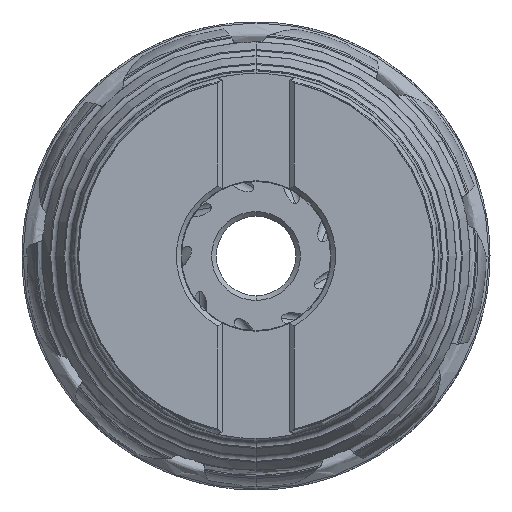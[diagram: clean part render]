
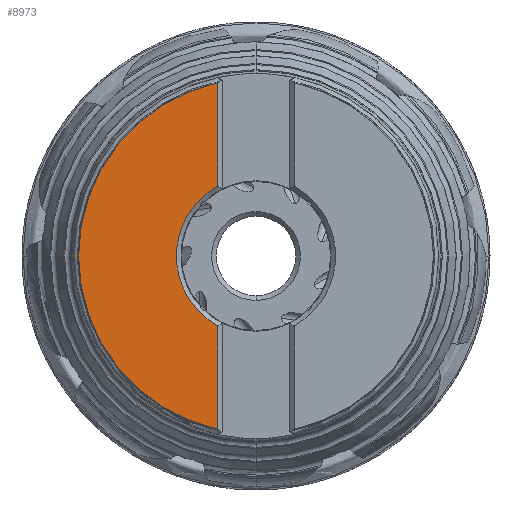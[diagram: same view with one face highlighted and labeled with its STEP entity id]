
A CAD part, left-side view. The second image highlights one B-rep face of the part: STEP entity #8973.
In plain terms, the highlighted planar face has unit normal (-1, 0, 0).
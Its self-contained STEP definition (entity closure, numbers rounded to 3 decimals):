
#234 = DIRECTION ( 'NONE',  ( 0., 0., -1. ) ) ;
#245 = VERTEX_POINT ( 'NONE', #9554 ) ;
#1015 = LINE ( 'NONE', #2748, #14806 ) ;
#1658 = FACE_OUTER_BOUND ( 'NONE', #6261, .T. ) ;
#1726 = ORIENTED_EDGE ( 'NONE', *, *, #23186, .F. ) ;
#2237 = VERTEX_POINT ( 'NONE', #17358 ) ;
#2516 = DIRECTION ( 'NONE',  ( 0., 0., -1. ) ) ;
#2748 = CARTESIAN_POINT ( 'NONE',  ( -49.2, 8.15, -40. ) ) ;
#2921 = AXIS2_PLACEMENT_3D ( 'NONE', #3432, #16735, #3518 ) ;
#3422 = PLANE ( 'NONE',  #11810 ) ;
#3432 = CARTESIAN_POINT ( 'NONE',  ( -49.2, 0., 0. ) ) ;
#3518 = DIRECTION ( 'NONE',  ( 0., 0., -1. ) ) ;
#4662 = ORIENTED_EDGE ( 'NONE', *, *, #24398, .F. ) ;
#5085 = CARTESIAN_POINT ( 'NONE',  ( -49.2, 0., 0. ) ) ;
#6147 = AXIS2_PLACEMENT_3D ( 'NONE', #5085, #11356, #2516 ) ;
#6261 = EDGE_LOOP ( 'NONE', ( #17468, #6469, #1726, #4662 ) ) ;
#6469 = ORIENTED_EDGE ( 'NONE', *, *, #7173, .F. ) ;
#7127 = CARTESIAN_POINT ( 'NONE',  ( -49.2, 8.15, -40. ) ) ;
#7173 = EDGE_CURVE ( 'NONE', #2237, #24068, #1015, .T. ) ;
#7350 = CARTESIAN_POINT ( 'NONE',  ( -49.2, 8.15, -37.034 ) ) ;
#7374 = CARTESIAN_POINT ( 'NONE',  ( -49.2, 0., 0. ) ) ;
#7785 = VECTOR ( 'NONE', #234, 1000. ) ;
#8812 = CARTESIAN_POINT ( 'NONE',  ( -49.2, 8.15, 14.948 ) ) ;
#8973 = ADVANCED_FACE ( 'NONE', ( #1658 ), #3422, .F. ) ;
#9199 = DIRECTION ( 'NONE',  ( 0., 0., -1. ) ) ;
#9554 = CARTESIAN_POINT ( 'NONE',  ( -49.2, 8.15, 37.034 ) ) ;
#11356 = DIRECTION ( 'NONE',  ( -1., 0., 0. ) ) ;
#11804 = CIRCLE ( 'NONE', #2921, 37.92 ) ;
#11810 = AXIS2_PLACEMENT_3D ( 'NONE', #7374, #19328, #16790 ) ;
#14806 = VECTOR ( 'NONE', #9199, 1000. ) ;
#16735 = DIRECTION ( 'NONE',  ( -1., 0., 0. ) ) ;
#16790 = DIRECTION ( 'NONE',  ( 0., 0., -1. ) ) ;
#17358 = CARTESIAN_POINT ( 'NONE',  ( -49.2, 8.15, -14.948 ) ) ;
#17468 = ORIENTED_EDGE ( 'NONE', *, *, #26747, .T. ) ;
#19328 = DIRECTION ( 'NONE',  ( 1., 0., 0. ) ) ;
#19568 = CIRCLE ( 'NONE', #6147, 17.025 ) ;
#23186 = EDGE_CURVE ( 'NONE', #24318, #2237, #19568, .T. ) ;
#23269 = LINE ( 'NONE', #7127, #7785 ) ;
#24068 = VERTEX_POINT ( 'NONE', #7350 ) ;
#24318 = VERTEX_POINT ( 'NONE', #8812 ) ;
#24398 = EDGE_CURVE ( 'NONE', #245, #24318, #23269, .T. ) ;
#26747 = EDGE_CURVE ( 'NONE', #245, #24068, #11804, .T. ) ;
